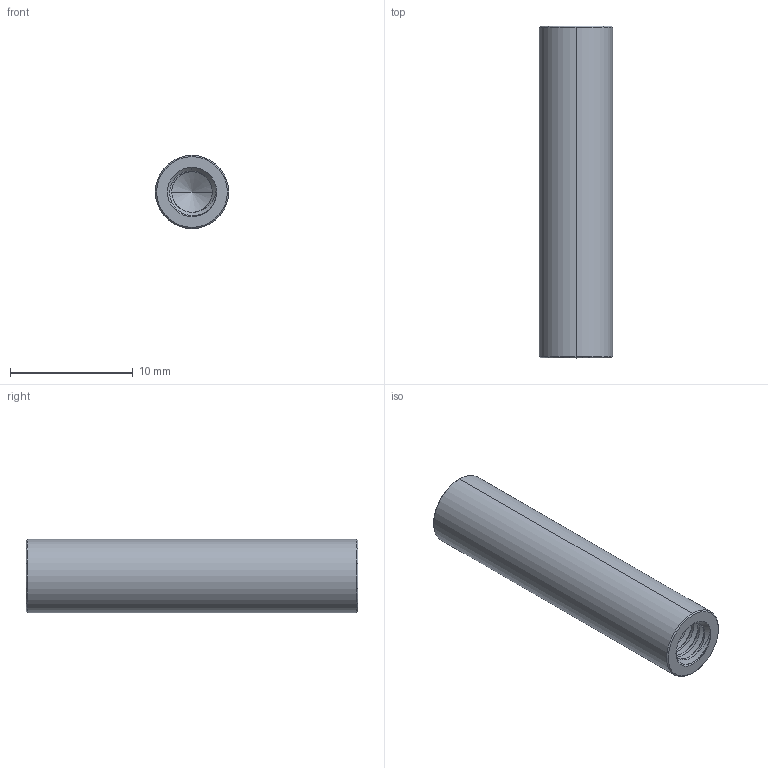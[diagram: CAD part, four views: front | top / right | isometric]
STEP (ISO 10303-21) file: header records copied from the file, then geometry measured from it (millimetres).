
FILE_DESCRIPTION (( 'STEP AP203' ), '1' );
FILE_NAME ('1501-0006-0270.STEP', '2019-12-09T21:22:03', ( '' ), ( '' ), 'SwSTEP 2.0', 'SolidWorks 2016', '' );
FILE_SCHEMA (( 'CONFIG_CONTROL_DESIGN' ));
Length unit declared in the file: millimetre
Products named in the file (1): 1501-0006-0270
Bounding box: 5.95 x 27 x 5.95 mm (x, y, z)
Volume: 535.3 mm3; surface area: 904.4 mm2
Topology: 1 solids, 1 shells, 126 faces, 364 edges, 238 vertices
Faces by surface type: cylinder 104, cone 14, plane 4, bspline 4
Entity records: 9323 total; most frequent: CARTESIAN_POINT 6561, ORIENTED_EDGE 720, DIRECTION 428, EDGE_CURVE 360, VERTEX_POINT 238, AXIS2_PLACEMENT_3D 157, EDGE_LOOP 128, FACE_OUTER_BOUND 126
